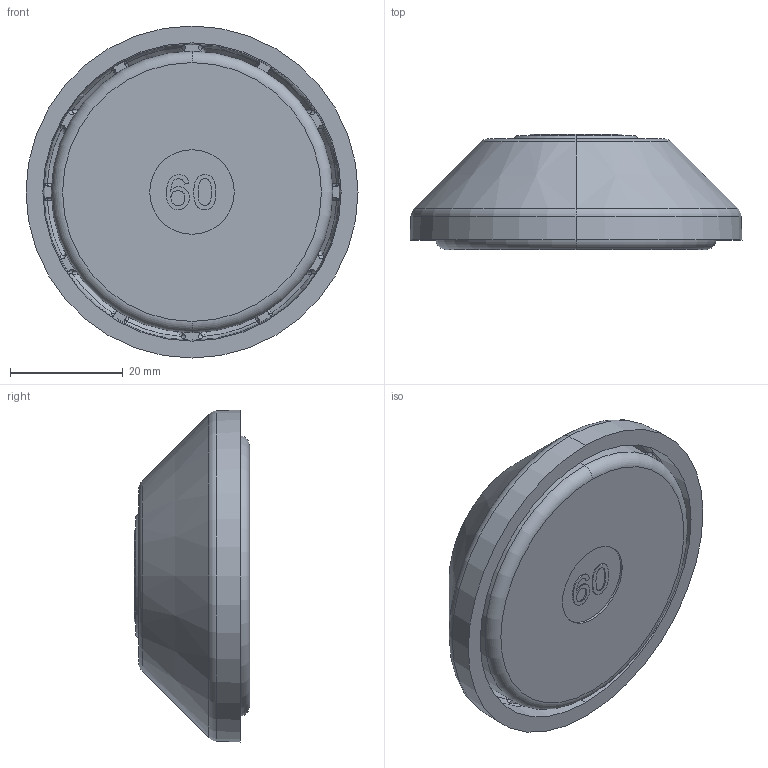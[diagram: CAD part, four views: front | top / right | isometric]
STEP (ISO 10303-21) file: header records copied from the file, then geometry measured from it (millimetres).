
FILE_DESCRIPTION (( 'STEP AP214' ), '1' );
FILE_NAME ('098di060zsg.STEP', '2014-08-11T13:58:09', ( '' ), ( '' ), 'SwSTEP 2.0', 'SolidWorks 2014', '' );
FILE_SCHEMA (( 'AUTOMOTIVE_DESIGN' ));
Length unit declared in the file: millimetre
Products named in the file (4): 098di060zsg; 098di060zr_Standard; 098xd2_Standard; 098dg060_098 dg 060
Assembly tree (3 placements, depth 2):
  098di060zsg
    098di060zr_Standard
    098xd2_Standard
    098dg060_098 dg 060
Bounding box: 59 x 20.5 x 59 mm (x, y, z)
Volume: 28308.4 mm3; surface area: 17929.8 mm2
Topology: 3 solids, 3 shells, 449 faces, 1162 edges, 728 vertices
Faces by surface type: bspline 169, plane 76, cone 64, cylinder 60, torus 54, sphere 26
Entity records: 19136 total; most frequent: CARTESIAN_POINT 9540, ORIENTED_EDGE 2324, DIRECTION 1520, EDGE_CURVE 1162, VERTEX_POINT 728, AXIS2_PLACEMENT_3D 666, B_SPLINE_CURVE_WITH_KNOTS 594, EDGE_LOOP 462
